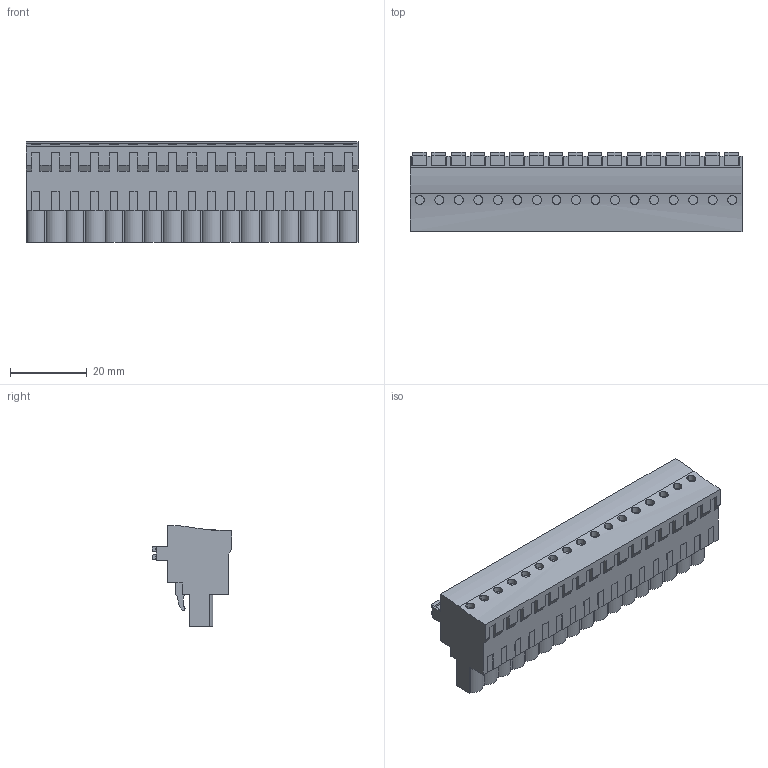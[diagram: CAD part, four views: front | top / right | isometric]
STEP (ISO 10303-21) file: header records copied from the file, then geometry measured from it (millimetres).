
FILE_DESCRIPTION(('CATIA V5 STEP Exchange','CAx-IF Rec.Pracs.--- Model Styling and Organization---1.2---2011-12-15'),'2;1');
FILE_NAME ('D1446271_0_1001680000_1001680000.stp','2017-09-08T12:03:19+00:00',('none'),('Weidmueller'),'CATIA Version 5-6 Release 2014','CATIA V5 STEP AP214','none');
FILE_SCHEMA(('AUTOMOTIVE_DESIGN { 1 0 10303 214 1 1 1 1 }'));
Length unit declared in the file: millimetre
Products named in the file (1): 1001680000
Bounding box: 86.36 x 20.64 x 26.24 mm (x, y, z)
Volume: 26324.3 mm3; surface area: 11107.8 mm2
Topology: 18 solids, 18 shells, 1101 faces, 3180 edges, 2183 vertices
Faces by surface type: plane 889, cylinder 204, extrusion 8
Entity records: 33472 total; most frequent: CARTESIAN_POINT 6513, ORIENTED_EDGE 6360, DIRECTION 4257, EDGE_CURVE 3180, VECTOR 2693, LINE 2685, VERTEX_POINT 2183, EDGE_LOOP 1169
